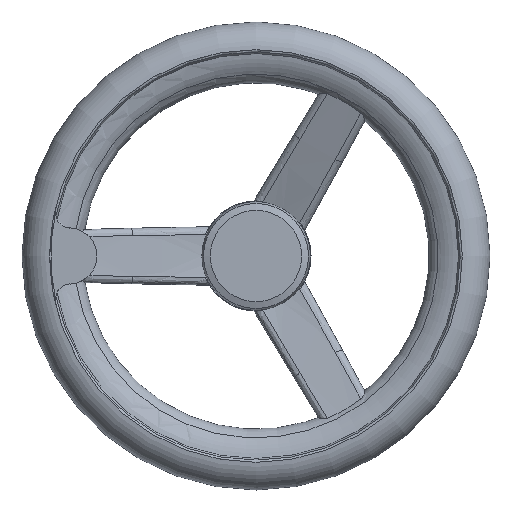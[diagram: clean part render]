
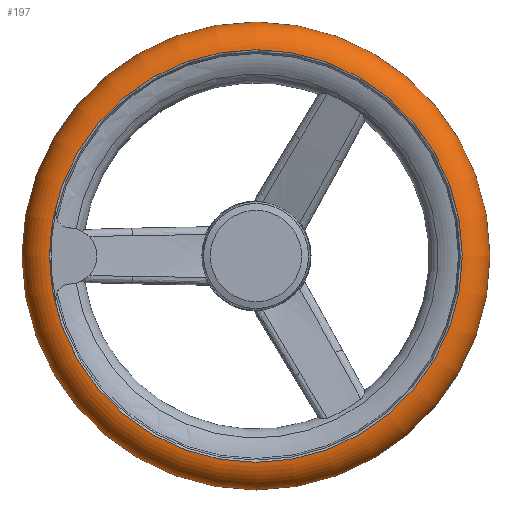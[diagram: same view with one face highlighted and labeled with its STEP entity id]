
A CAD part, left-side view. The second image highlights one B-rep face of the part: STEP entity #197.
In plain terms, the highlighted toroidal (fillet/blend) face has major radius 87.5 mm and minor radius 12.5 mm.
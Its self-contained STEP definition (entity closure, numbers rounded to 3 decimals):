
#173=TOROIDAL_SURFACE('',#1151,87.5,12.5);
#197=ADVANCED_FACE('',(#252,#253),#173,.T.);
#252=FACE_BOUND('',#442,.T.);
#253=FACE_BOUND('',#443,.T.);
#442=EDGE_LOOP('',(#631));
#443=EDGE_LOOP('',(#632));
#631=ORIENTED_EDGE('',*,*,#1014,.F.);
#632=ORIENTED_EDGE('',*,*,#949,.T.);
#843=VERTEX_POINT('',#1758);
#885=VERTEX_POINT('',#2174);
#949=EDGE_CURVE('',#843,#843,#1067,.T.);
#1014=EDGE_CURVE('',#885,#885,#1078,.T.);
#1067=CIRCLE('',#1121,88.164);
#1078=CIRCLE('',#1149,95.871);
#1121=AXIS2_PLACEMENT_3D('',#1757,#1232,#1233);
#1149=AXIS2_PLACEMENT_3D('',#2173,#1294,#1295);
#1151=AXIS2_PLACEMENT_3D('',#2176,#1298,#1299);
#1232=DIRECTION('',(1.,0.,0.));
#1233=DIRECTION('',(0.,0.,-1.));
#1294=DIRECTION('',(1.,0.,0.));
#1295=DIRECTION('',(0.,0.,-1.));
#1298=DIRECTION('',(1.,0.,0.));
#1299=DIRECTION('',(0.,0.,-1.));
#1757=CARTESIAN_POINT('',(240.244,135.729,0.));
#1758=CARTESIAN_POINT('',(240.244,135.729,-88.164));
#2173=CARTESIAN_POINT('',(262.01,135.729,0.));
#2174=CARTESIAN_POINT('',(262.01,135.729,-95.871));
#2176=CARTESIAN_POINT('',(252.727,135.729,0.));
